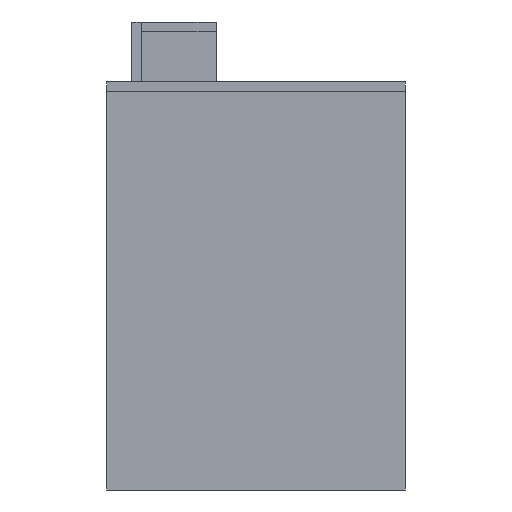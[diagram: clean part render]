
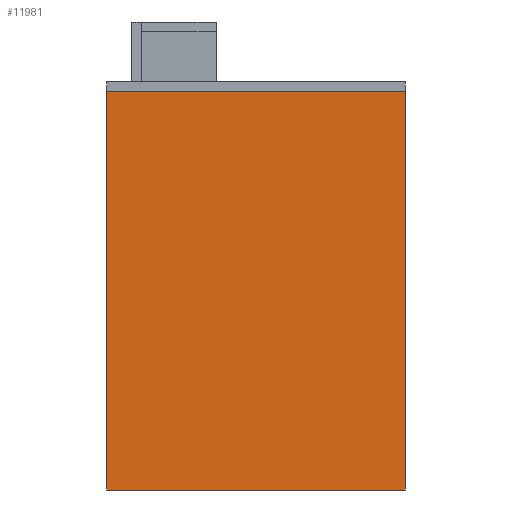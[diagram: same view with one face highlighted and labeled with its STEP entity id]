
A CAD part, left-side view. The second image highlights one B-rep face of the part: STEP entity #11981.
In plain terms, the highlighted planar face has unit normal (-1, 0, 0).
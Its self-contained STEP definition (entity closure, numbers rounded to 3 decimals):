
#1270=PLANE('',#12691);
#1551=FACE_OUTER_BOUND('',#2230,.T.);
#2230=EDGE_LOOP('',(#8321,#8322,#8323,#8324));
#2988=LINE('',#14803,#4052);
#2996=LINE('',#14818,#4060);
#2997=LINE('',#14820,#4061);
#2998=LINE('',#14821,#4062);
#4052=VECTOR('',#13082,10.);
#4060=VECTOR('',#13094,10.);
#4061=VECTOR('',#13097,10.);
#4062=VECTOR('',#13098,10.);
#5135=VERTEX_POINT('',#14799);
#5137=VERTEX_POINT('',#14802);
#5141=VERTEX_POINT('',#14814);
#5142=VERTEX_POINT('',#14816);
#6396=EDGE_CURVE('',#5135,#5137,#2988,.T.);
#6404=EDGE_CURVE('',#5141,#5142,#2996,.T.);
#6405=EDGE_CURVE('',#5141,#5135,#2997,.T.);
#6406=EDGE_CURVE('',#5137,#5142,#2998,.T.);
#8321=ORIENTED_EDGE('',*,*,#6405,.F.);
#8322=ORIENTED_EDGE('',*,*,#6404,.T.);
#8323=ORIENTED_EDGE('',*,*,#6406,.F.);
#8324=ORIENTED_EDGE('',*,*,#6396,.F.);
#11981=ADVANCED_FACE('',(#1551),#1270,.T.);
#12691=AXIS2_PLACEMENT_3D('',#14819,#13095,#13096);
#13082=DIRECTION('',(0.,1.,0.));
#13094=DIRECTION('',(0.,1.,0.));
#13095=DIRECTION('center_axis',(-1.,0.,0.));
#13096=DIRECTION('ref_axis',(0.,0.,1.));
#13097=DIRECTION('',(0.,0.,-1.));
#13098=DIRECTION('',(0.,0.,1.));
#14799=CARTESIAN_POINT('',(0.,0.,-800.));
#14802=CARTESIAN_POINT('',(0.,600.,-800.));
#14803=CARTESIAN_POINT('',(0.,0.,-800.));
#14814=CARTESIAN_POINT('',(0.,0.,0.));
#14816=CARTESIAN_POINT('',(0.,600.,0.));
#14818=CARTESIAN_POINT('',(0.,0.,0.));
#14819=CARTESIAN_POINT('Origin',(0.,0.,-600.));
#14820=CARTESIAN_POINT('',(0.,0.,20.));
#14821=CARTESIAN_POINT('',(0.,600.,20.));
